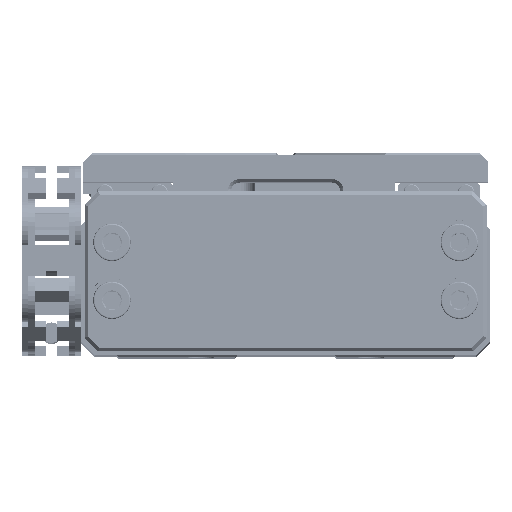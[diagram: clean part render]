
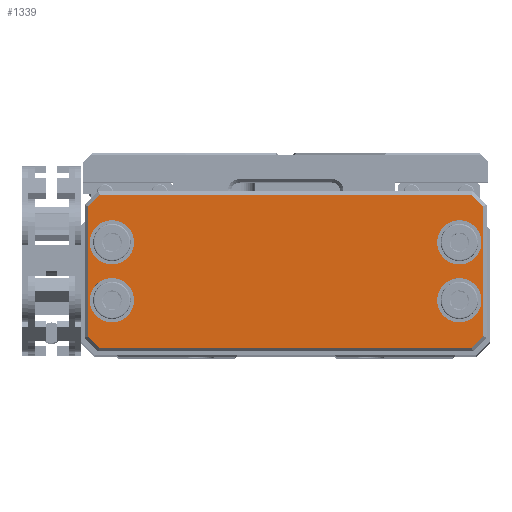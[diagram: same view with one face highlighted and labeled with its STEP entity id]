
A CAD part, top view. The second image highlights one B-rep face of the part: STEP entity #1339.
In plain terms, the highlighted planar face has unit normal (0, 0, 1).
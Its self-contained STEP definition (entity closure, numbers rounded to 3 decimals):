
#244 = DIRECTION ( 'NONE',  ( 1., 0., 0. ) ) ;
#289 = VECTOR ( 'NONE', #47997, 1000. ) ;
#1106 = ORIENTED_EDGE ( 'NONE', *, *, #18044, .T. ) ;
#1146 = DIRECTION ( 'NONE',  ( 1., 0., 0. ) ) ;
#1339 = ADVANCED_FACE ( 'NONE', ( #29614, #8552, #17343, #45882, #37051 ), #25347, .T. ) ;
#1343 = CARTESIAN_POINT ( 'NONE',  ( 0., -23.5, 11. ) ) ;
#1778 = VECTOR ( 'NONE', #9409, 1000. ) ;
#2809 = DIRECTION ( 'NONE',  ( -0.707, -0.707, 0. ) ) ;
#2885 = CARTESIAN_POINT ( 'NONE',  ( 58.5, -2.207, 11. ) ) ;
#3440 = AXIS2_PLACEMENT_3D ( 'NONE', #35550, #51859, #15326 ) ;
#3446 = ORIENTED_EDGE ( 'NONE', *, *, #35810, .T. ) ;
#3981 = CIRCLE ( 'NONE', #37175, 3.25 ) ;
#4337 = DIRECTION ( 'NONE',  ( 1., 0., 0. ) ) ;
#4652 = EDGE_CURVE ( 'NONE', #38253, #52304, #3981, .T. ) ;
#5772 = AXIS2_PLACEMENT_3D ( 'NONE', #29058, #36747, #244 ) ;
#5851 = EDGE_CURVE ( 'NONE', #14604, #52669, #27050, .T. ) ;
#5908 = VERTEX_POINT ( 'NONE', #31963 ) ;
#6660 = EDGE_CURVE ( 'NONE', #39771, #20011, #20258, .T. ) ;
#6941 = VERTEX_POINT ( 'NONE', #23399 ) ;
#7233 = VERTEX_POINT ( 'NONE', #31057 ) ;
#7662 = ORIENTED_EDGE ( 'NONE', *, *, #29819, .F. ) ;
#7839 = LINE ( 'NONE', #15856, #14014 ) ;
#8552 = FACE_BOUND ( 'NONE', #31211, .T. ) ;
#9409 = DIRECTION ( 'NONE',  ( -0.707, 0.707, 0. ) ) ;
#9829 = AXIS2_PLACEMENT_3D ( 'NONE', #1343, #37329, #12842 ) ;
#10337 = DIRECTION ( 'NONE',  ( 0., -1., 0. ) ) ;
#10429 = EDGE_LOOP ( 'NONE', ( #7662, #44348 ) ) ;
#10472 = EDGE_LOOP ( 'NONE', ( #42105, #1106, #20058, #16569, #3446, #21712, #25774, #35156 ) ) ;
#10539 = LINE ( 'NONE', #51884, #16947 ) ;
#11597 = VECTOR ( 'NONE', #4337, 1000. ) ;
#11725 = CARTESIAN_POINT ( 'NONE',  ( 28.146, -51.646, 11. ) ) ;
#11796 = CARTESIAN_POINT ( 'NONE',  ( 55., -7.5, 11. ) ) ;
#12050 = VECTOR ( 'NONE', #28009, 1000. ) ;
#12842 = DIRECTION ( 'NONE',  ( 1., 0., 0. ) ) ;
#13265 = DIRECTION ( 'NONE',  ( 1., 0., 0. ) ) ;
#13658 = VECTOR ( 'NONE', #45223, 1000. ) ;
#13857 = VERTEX_POINT ( 'NONE', #2885 ) ;
#14014 = VECTOR ( 'NONE', #32094, 1000. ) ;
#14037 = CARTESIAN_POINT ( 'NONE',  ( 4., -16., 11. ) ) ;
#14119 = ORIENTED_EDGE ( 'NONE', *, *, #4652, .F. ) ;
#14484 = EDGE_LOOP ( 'NONE', ( #48570, #43400 ) ) ;
#14604 = VERTEX_POINT ( 'NONE', #37158 ) ;
#15326 = DIRECTION ( 'NONE',  ( 1., 0., 0. ) ) ;
#15654 = CARTESIAN_POINT ( 'NONE',  ( 56.793, -0.5, 11. ) ) ;
#15721 = CARTESIAN_POINT ( 'NONE',  ( 4., -7.5, 11. ) ) ;
#15856 = CARTESIAN_POINT ( 'NONE',  ( 1.354, -22.146, 11. ) ) ;
#15885 = AXIS2_PLACEMENT_3D ( 'NONE', #43552, #39517, #35535 ) ;
#16569 = ORIENTED_EDGE ( 'NONE', *, *, #47153, .T. ) ;
#16717 = AXIS2_PLACEMENT_3D ( 'NONE', #11796, #48856, #48604 ) ;
#16947 = VECTOR ( 'NONE', #2809, 1000. ) ;
#17343 = FACE_BOUND ( 'NONE', #10429, .T. ) ;
#17480 = VERTEX_POINT ( 'NONE', #15654 ) ;
#17649 = EDGE_CURVE ( 'NONE', #20011, #13857, #41981, .T. ) ;
#17983 = EDGE_CURVE ( 'NONE', #52304, #38253, #29872, .T. ) ;
#18044 = EDGE_CURVE ( 'NONE', #13857, #17480, #45949, .T. ) ;
#18486 = CARTESIAN_POINT ( 'NONE',  ( 0.5, -2.207, 11. ) ) ;
#18827 = CARTESIAN_POINT ( 'NONE',  ( 51.75, -7.5, 11. ) ) ;
#19850 = EDGE_CURVE ( 'NONE', #17480, #6941, #44509, .T. ) ;
#20011 = VERTEX_POINT ( 'NONE', #41819 ) ;
#20058 = ORIENTED_EDGE ( 'NONE', *, *, #19850, .T. ) ;
#20258 = LINE ( 'NONE', #11725, #289 ) ;
#20364 = CARTESIAN_POINT ( 'NONE',  ( 4., -7.5, 11. ) ) ;
#21494 = VERTEX_POINT ( 'NONE', #24330 ) ;
#21563 = EDGE_CURVE ( 'NONE', #7233, #39771, #29381, .T. ) ;
#21712 = ORIENTED_EDGE ( 'NONE', *, *, #41863, .T. ) ;
#22304 = DIRECTION ( 'NONE',  ( 0., 0., 1. ) ) ;
#22610 = EDGE_CURVE ( 'NONE', #5908, #27139, #52497, .T. ) ;
#23195 = CARTESIAN_POINT ( 'NONE',  ( 2., -0.5, 11. ) ) ;
#23399 = CARTESIAN_POINT ( 'NONE',  ( 2.207, -0.5, 11. ) ) ;
#24330 = CARTESIAN_POINT ( 'NONE',  ( 0.5, -21.293, 11. ) ) ;
#25347 = PLANE ( 'NONE',  #9829 ) ;
#25774 = ORIENTED_EDGE ( 'NONE', *, *, #21563, .T. ) ;
#25980 = AXIS2_PLACEMENT_3D ( 'NONE', #14037, #22304, #13265 ) ;
#26415 = VERTEX_POINT ( 'NONE', #18827 ) ;
#27050 = CIRCLE ( 'NONE', #5772, 3.25 ) ;
#27139 = VERTEX_POINT ( 'NONE', #38141 ) ;
#27996 = DIRECTION ( 'NONE',  ( 1., 0., 0. ) ) ;
#28009 = DIRECTION ( 'NONE',  ( -1., 0., 0. ) ) ;
#29058 = CARTESIAN_POINT ( 'NONE',  ( 4., -16., 11. ) ) ;
#29381 = LINE ( 'NONE', #45647, #11597 ) ;
#29614 = FACE_OUTER_BOUND ( 'NONE', #10472, .T. ) ;
#29676 = CARTESIAN_POINT ( 'NONE',  ( 39.896, 16.396, 11. ) ) ;
#29819 = EDGE_CURVE ( 'NONE', #52669, #14604, #48986, .T. ) ;
#29872 = CIRCLE ( 'NONE', #35779, 3.25 ) ;
#31057 = CARTESIAN_POINT ( 'NONE',  ( 2.207, -23., 11. ) ) ;
#31211 = EDGE_LOOP ( 'NONE', ( #35199, #14119 ) ) ;
#31272 = DIRECTION ( 'NONE',  ( 1., 0., 0. ) ) ;
#31963 = CARTESIAN_POINT ( 'NONE',  ( 51.75, -16., 11. ) ) ;
#32094 = DIRECTION ( 'NONE',  ( 0.707, -0.707, 0. ) ) ;
#33058 = CARTESIAN_POINT ( 'NONE',  ( 56.793, -23., 11. ) ) ;
#33214 = CIRCLE ( 'NONE', #3440, 3.25 ) ;
#33483 = VERTEX_POINT ( 'NONE', #34226 ) ;
#33670 = AXIS2_PLACEMENT_3D ( 'NONE', #38704, #51547, #31272 ) ;
#34226 = CARTESIAN_POINT ( 'NONE',  ( 58.25, -7.5, 11. ) ) ;
#34762 = CARTESIAN_POINT ( 'NONE',  ( 7.25, -7.5, 11. ) ) ;
#35156 = ORIENTED_EDGE ( 'NONE', *, *, #6660, .T. ) ;
#35199 = ORIENTED_EDGE ( 'NONE', *, *, #17983, .F. ) ;
#35460 = EDGE_LOOP ( 'NONE', ( #43086, #38315 ) ) ;
#35535 = DIRECTION ( 'NONE',  ( 1., 0., 0. ) ) ;
#35550 = CARTESIAN_POINT ( 'NONE',  ( 55., -7.5, 11. ) ) ;
#35779 = AXIS2_PLACEMENT_3D ( 'NONE', #20364, #36597, #1146 ) ;
#35810 = EDGE_CURVE ( 'NONE', #47586, #21494, #50872, .T. ) ;
#36597 = DIRECTION ( 'NONE',  ( 0., 0., 1. ) ) ;
#36747 = DIRECTION ( 'NONE',  ( 0., 0., 1. ) ) ;
#37051 = FACE_BOUND ( 'NONE', #35460, .T. ) ;
#37083 = CIRCLE ( 'NONE', #33670, 3.25 ) ;
#37158 = CARTESIAN_POINT ( 'NONE',  ( 0.75, -16., 11. ) ) ;
#37175 = AXIS2_PLACEMENT_3D ( 'NONE', #15721, #41009, #27996 ) ;
#37329 = DIRECTION ( 'NONE',  ( 0., 0., 1. ) ) ;
#38141 = CARTESIAN_POINT ( 'NONE',  ( 58.25, -16., 11. ) ) ;
#38253 = VERTEX_POINT ( 'NONE', #41033 ) ;
#38315 = ORIENTED_EDGE ( 'NONE', *, *, #48990, .F. ) ;
#38704 = CARTESIAN_POINT ( 'NONE',  ( 55., -16., 11. ) ) ;
#39517 = DIRECTION ( 'NONE',  ( 0., 0., 1. ) ) ;
#39771 = VERTEX_POINT ( 'NONE', #33058 ) ;
#41009 = DIRECTION ( 'NONE',  ( 0., 0., 1. ) ) ;
#41033 = CARTESIAN_POINT ( 'NONE',  ( 0.75, -7.5, 11. ) ) ;
#41732 = VECTOR ( 'NONE', #10337, 1000. ) ;
#41819 = CARTESIAN_POINT ( 'NONE',  ( 58.5, -21.293, 11. ) ) ;
#41863 = EDGE_CURVE ( 'NONE', #21494, #7233, #7839, .T. ) ;
#41981 = LINE ( 'NONE', #45479, #13658 ) ;
#42105 = ORIENTED_EDGE ( 'NONE', *, *, #17649, .T. ) ;
#42714 = CARTESIAN_POINT ( 'NONE',  ( 7.25, -16., 11. ) ) ;
#43086 = ORIENTED_EDGE ( 'NONE', *, *, #52483, .F. ) ;
#43400 = ORIENTED_EDGE ( 'NONE', *, *, #22610, .F. ) ;
#43552 = CARTESIAN_POINT ( 'NONE',  ( 55., -16., 11. ) ) ;
#44348 = ORIENTED_EDGE ( 'NONE', *, *, #5851, .F. ) ;
#44509 = LINE ( 'NONE', #23195, #12050 ) ;
#45223 = DIRECTION ( 'NONE',  ( 0., 1., 0. ) ) ;
#45479 = CARTESIAN_POINT ( 'NONE',  ( 58.5, -2., 11. ) ) ;
#45647 = CARTESIAN_POINT ( 'NONE',  ( 57., -23., 11. ) ) ;
#45882 = FACE_BOUND ( 'NONE', #14484, .T. ) ;
#45949 = LINE ( 'NONE', #29676, #1778 ) ;
#46524 = CIRCLE ( 'NONE', #16717, 3.25 ) ;
#46871 = CARTESIAN_POINT ( 'NONE',  ( 0.5, -21.5, 11. ) ) ;
#47153 = EDGE_CURVE ( 'NONE', #6941, #47586, #10539, .T. ) ;
#47586 = VERTEX_POINT ( 'NONE', #18486 ) ;
#47997 = DIRECTION ( 'NONE',  ( 0.707, 0.707, 0. ) ) ;
#48570 = ORIENTED_EDGE ( 'NONE', *, *, #48907, .F. ) ;
#48604 = DIRECTION ( 'NONE',  ( 1., 0., 0. ) ) ;
#48856 = DIRECTION ( 'NONE',  ( 0., 0., 1. ) ) ;
#48907 = EDGE_CURVE ( 'NONE', #27139, #5908, #37083, .T. ) ;
#48986 = CIRCLE ( 'NONE', #25980, 3.25 ) ;
#48990 = EDGE_CURVE ( 'NONE', #26415, #33483, #46524, .T. ) ;
#50872 = LINE ( 'NONE', #46871, #41732 ) ;
#51547 = DIRECTION ( 'NONE',  ( 0., 0., 1. ) ) ;
#51859 = DIRECTION ( 'NONE',  ( 0., 0., 1. ) ) ;
#51884 = CARTESIAN_POINT ( 'NONE',  ( -10.396, -13.104, 11. ) ) ;
#52304 = VERTEX_POINT ( 'NONE', #34762 ) ;
#52483 = EDGE_CURVE ( 'NONE', #33483, #26415, #33214, .T. ) ;
#52497 = CIRCLE ( 'NONE', #15885, 3.25 ) ;
#52669 = VERTEX_POINT ( 'NONE', #42714 ) ;
